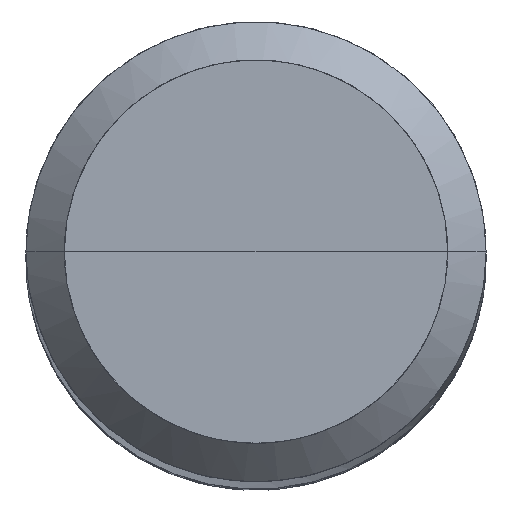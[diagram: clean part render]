
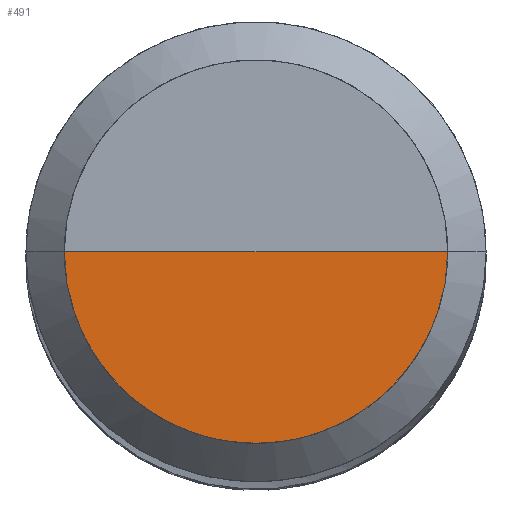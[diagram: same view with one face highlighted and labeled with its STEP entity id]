
A CAD part, top view. The second image highlights one B-rep face of the part: STEP entity #491.
In plain terms, the highlighted free-form (B-spline) face has degree [1, 2] with [2, 5] control points.
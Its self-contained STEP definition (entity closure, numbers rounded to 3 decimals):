
#128=CARTESIAN_POINT('',(-2.5,0.,51.));
#129=CARTESIAN_POINT('',(-2.5,-2.5,51.));
#130=CARTESIAN_POINT('',(0.,-2.5,51.));
#131=CARTESIAN_POINT('',(2.5,-2.5,51.));
#132=CARTESIAN_POINT('',(2.5,0.,51.));
#133=CARTESIAN_POINT('',(0.,0.,51.));
#476=(
BOUNDED_SURFACE()
B_SPLINE_SURFACE(1,2,(
(#128,#129,#130,#131,#132),
(#133,#133,#133,#133,#133)
), .UNSPECIFIED.,.F.,.F.,.F.)
B_SPLINE_SURFACE_WITH_KNOTS((2,2),(3,2,3),(
0.,1.),(
0.,0.5,1.), .UNSPECIFIED.)
GEOMETRIC_REPRESENTATION_ITEM()
RATIONAL_B_SPLINE_SURFACE(((1.,0.707,1.,0.707,1.),
(1.,0.707,1.,0.707,1.)
))
REPRESENTATION_ITEM('')
SURFACE()
);
#477=(
BOUNDED_CURVE()
B_SPLINE_CURVE(2,(#132,#131,#130,#129,#128),.UNSPECIFIED.,.F.,.F.)
B_SPLINE_CURVE_WITH_KNOTS((3,2,3),
(0.,0.5,1.),.UNSPECIFIED.)
CURVE()
GEOMETRIC_REPRESENTATION_ITEM()
RATIONAL_B_SPLINE_CURVE((1.,0.707,1.,0.707,1.))
REPRESENTATION_ITEM('')
);
#478=(
BOUNDED_CURVE()
B_SPLINE_CURVE(1,(#128,#133),.UNSPECIFIED.,.F.,.F.)
B_SPLINE_CURVE_WITH_KNOTS((2,2),
(0.,1.),.UNSPECIFIED.)
CURVE()
GEOMETRIC_REPRESENTATION_ITEM()
RATIONAL_B_SPLINE_CURVE((1.,1.))
REPRESENTATION_ITEM('')
);
#479=(
BOUNDED_CURVE()
B_SPLINE_CURVE(1,(#133,#132),.UNSPECIFIED.,.F.,.F.)
B_SPLINE_CURVE_WITH_KNOTS((2,2),
(0.,1.),.UNSPECIFIED.)
CURVE()
GEOMETRIC_REPRESENTATION_ITEM()
RATIONAL_B_SPLINE_CURVE((1.,1.))
REPRESENTATION_ITEM('')
);
#480=VERTEX_POINT('',#128);
#481=VERTEX_POINT('',#132);
#482=VERTEX_POINT('',#133);
#483=EDGE_CURVE('',#481,#480,#477,.T.);
#484=EDGE_CURVE('',#480,#482,#478,.T.);
#485=EDGE_CURVE('',#482,#481,#479,.T.);
#486=ORIENTED_EDGE('',*,*,#483,.T.);
#487=ORIENTED_EDGE('',*,*,#484,.T.);
#488=ORIENTED_EDGE('',*,*,#485,.T.);
#489=EDGE_LOOP('',(#486,#487,#488));
#490=FACE_OUTER_BOUND('',#489,.T.);
#491=ADVANCED_FACE('',(#490),#476,.T.);
